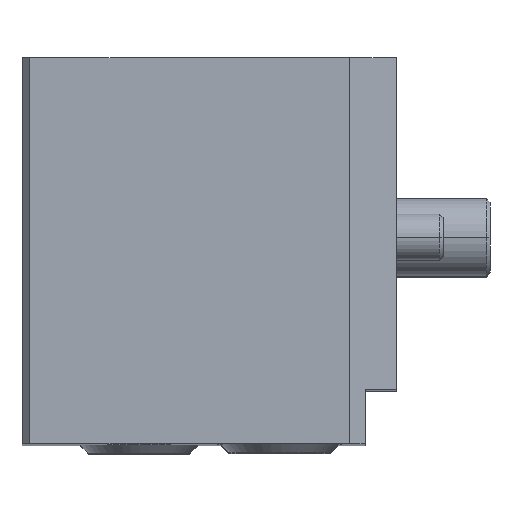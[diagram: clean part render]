
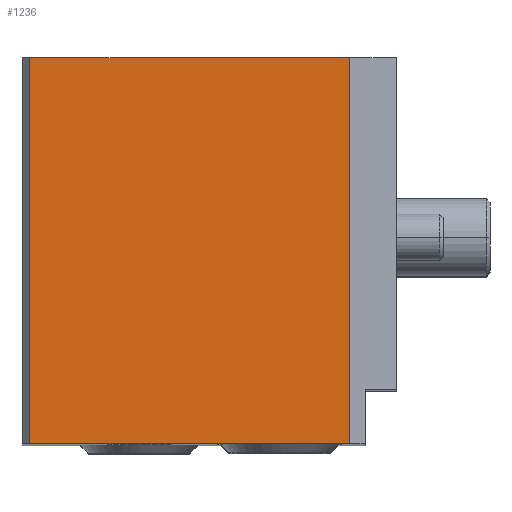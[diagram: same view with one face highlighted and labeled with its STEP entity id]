
A CAD part, top view. The second image highlights one B-rep face of the part: STEP entity #1236.
In plain terms, the highlighted planar face has unit normal (0, 0, 1).
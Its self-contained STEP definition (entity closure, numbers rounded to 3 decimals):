
#226 = AXIS2_PLACEMENT_3D ( 'NONE', #5034, #4736, #1612 ) ;
#319 = EDGE_CURVE ( 'NONE', #2526, #798, #2173, .T. ) ;
#408 = DIRECTION ( 'NONE',  ( 0., -1., 0. ) ) ;
#706 = LINE ( 'NONE', #3398, #4386 ) ;
#757 = CARTESIAN_POINT ( 'NONE',  ( -25., 29.5, 66. ) ) ;
#788 = VECTOR ( 'NONE', #5516, 1000. ) ;
#798 = VERTEX_POINT ( 'NONE', #4156 ) ;
#947 = CARTESIAN_POINT ( 'NONE',  ( -24., -20., 66. ) ) ;
#1236 = ADVANCED_FACE ( 'NONE', ( #1356 ), #3739, .F. ) ;
#1356 = FACE_OUTER_BOUND ( 'NONE', #5171, .T. ) ;
#1568 = VECTOR ( 'NONE', #5926, 1000. ) ;
#1582 = ORIENTED_EDGE ( 'NONE', *, *, #3054, .F. ) ;
#1612 = DIRECTION ( 'NONE',  ( 1., 0., 0. ) ) ;
#1935 = ORIENTED_EDGE ( 'NONE', *, *, #6142, .F. ) ;
#2173 = LINE ( 'NONE', #5541, #788 ) ;
#2307 = DIRECTION ( 'NONE',  ( 1., 0., 0. ) ) ;
#2526 = VERTEX_POINT ( 'NONE', #3091 ) ;
#2714 = VERTEX_POINT ( 'NONE', #947 ) ;
#2897 = LINE ( 'NONE', #5940, #1568 ) ;
#3054 = EDGE_CURVE ( 'NONE', #2526, #2714, #2897, .T. ) ;
#3091 = CARTESIAN_POINT ( 'NONE',  ( 17., -20., 66. ) ) ;
#3398 = CARTESIAN_POINT ( 'NONE',  ( -24., 24., 66. ) ) ;
#3739 = PLANE ( 'NONE',  #226 ) ;
#4156 = CARTESIAN_POINT ( 'NONE',  ( 17., 29.5, 66. ) ) ;
#4386 = VECTOR ( 'NONE', #408, 1000. ) ;
#4464 = CARTESIAN_POINT ( 'NONE',  ( -24., 29.5, 66. ) ) ;
#4728 = ORIENTED_EDGE ( 'NONE', *, *, #5536, .T. ) ;
#4736 = DIRECTION ( 'NONE',  ( 0., 0., -1. ) ) ;
#4935 = VECTOR ( 'NONE', #2307, 1000. ) ;
#5034 = CARTESIAN_POINT ( 'NONE',  ( -25., 24., 66. ) ) ;
#5171 = EDGE_LOOP ( 'NONE', ( #1582, #5983, #1935, #4728 ) ) ;
#5516 = DIRECTION ( 'NONE',  ( 0., 1., 0. ) ) ;
#5536 = EDGE_CURVE ( 'NONE', #5953, #2714, #706, .T. ) ;
#5541 = CARTESIAN_POINT ( 'NONE',  ( 17., 24., 66. ) ) ;
#5926 = DIRECTION ( 'NONE',  ( -1., 0., 0. ) ) ;
#5940 = CARTESIAN_POINT ( 'NONE',  ( -25., -20., 66. ) ) ;
#5953 = VERTEX_POINT ( 'NONE', #4464 ) ;
#5983 = ORIENTED_EDGE ( 'NONE', *, *, #319, .T. ) ;
#6126 = LINE ( 'NONE', #757, #4935 ) ;
#6142 = EDGE_CURVE ( 'NONE', #5953, #798, #6126, .T. ) ;
